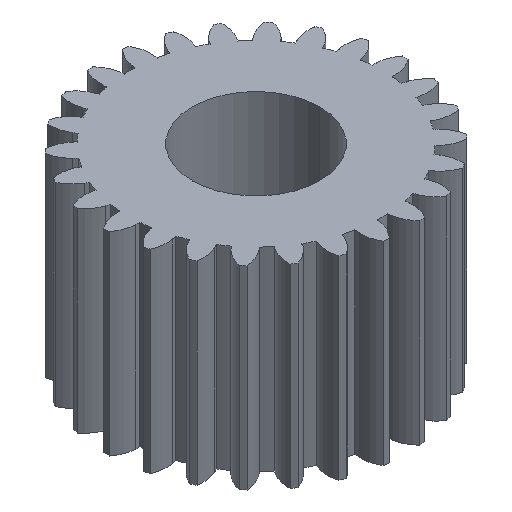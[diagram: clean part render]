
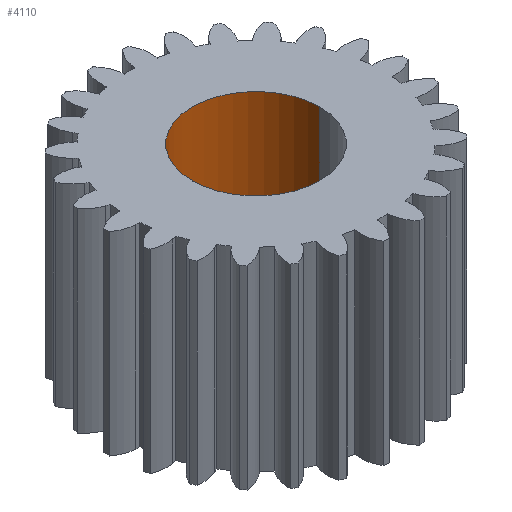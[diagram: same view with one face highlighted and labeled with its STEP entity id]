
A CAD part, isometric view. The second image highlights one B-rep face of the part: STEP entity #4110.
In plain terms, the highlighted cylindrical face has radius 0.062 mm (diameter 0.125 mm), a partial arc.
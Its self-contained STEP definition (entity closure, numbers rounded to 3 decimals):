
#3776=CARTESIAN_POINT('POINT261',(0.062,0.,
   0.19));
#3777=VERTEX_POINT('VERTEX261',#3776);
#3778=CARTESIAN_POINT('POINT262',(-0.062,0.,
   0.19));
#3779=VERTEX_POINT('VERTEX262',#3778);
#3780=CARTESIAN_POINT('POS418',(0.,0.,0.19));
#3781=DIRECTION('DIR705',(0.,0.,-1.));
#3782=DIRECTION('DIR706',(1.,0.,0.));
#3783=AXIS2_PLACEMENT_3D('AXIS288',#3780,#3781,#3782);
#3784=CIRCLE('ELLIPSE209',#3783,0.062);
#3785=EDGE_CURVE('EDGE391',#3777,#3779,#3784,.F.);
#3929=CARTESIAN_POINT('POINT263',(-0.062,0.,0.));
#3930=VERTEX_POINT('VERTEX263',#3929);
#3931=CARTESIAN_POINT('POINT264',(0.062,0.,
   0.));
#3932=VERTEX_POINT('VERTEX264',#3931);
#3933=CARTESIAN_POINT('POS420',(0.,0.,0.)
   );
#3934=DIRECTION('DIR709',(0.,0.,-1.));
#3935=DIRECTION('DIR710',(1.,0.,0.));
#3936=AXIS2_PLACEMENT_3D('AXIS290',#3933,#3934,#3935);
#3937=CIRCLE('ELLIPSE210',#3936,0.062);
#3938=EDGE_CURVE('EDGE393',#3930,#3932,#3937,.T.);
#4082=CARTESIAN_POINT('POS422',(-0.062,0.,
   0.19));
#4083=DIRECTION('DIR713',(0.,0.,1.));
#4084=VECTOR('VEC131',#4083,1.);
#4085=LINE('STRAIGHT131',#4082,#4084);
#4086=EDGE_CURVE('EDGE395',#3930,#3779,#4085,.T.);
#4089=CARTESIAN_POINT('POS423',(0.062,0.,
   0.19));
#4090=DIRECTION('DIR714',(0.,0.,-1.));
#4091=VECTOR('VEC132',#4090,1.);
#4092=LINE('STRAIGHT132',#4089,#4091);
#4093=EDGE_CURVE('EDGE396',#3777,#3932,#4092,.T.);
#4098=CARTESIAN_POINT('POS424',(0.,0.,0.19));
#4099=DIRECTION('DIR715',(0.,0.,-1.));
#4100=DIRECTION('DIR716',(-1.,0.,0.));
#4101=AXIS2_PLACEMENT_3D('AXIS292',#4098,#4099,#4100);
#4102=CYLINDRICAL_SURFACE('CONE_SURF80',#4101,0.062);
#4104=ORIENTED_EDGE('COEDGE789',*,*,#4086,.F.);
#4105=ORIENTED_EDGE('COEDGE790',*,*,#3938,.T.);
#4106=ORIENTED_EDGE('COEDGE791',*,*,#4093,.F.);
#4107=ORIENTED_EDGE('COEDGE792',*,*,#3785,.T.);
#4108=EDGE_LOOP('NONE',(#4104,#4105,#4106,#4107));
#4109=FACE_BOUND('LOOP1',#4108,.T.);
#4110=ADVANCED_FACE('FACE134',(#4109),#4102,.F.);
